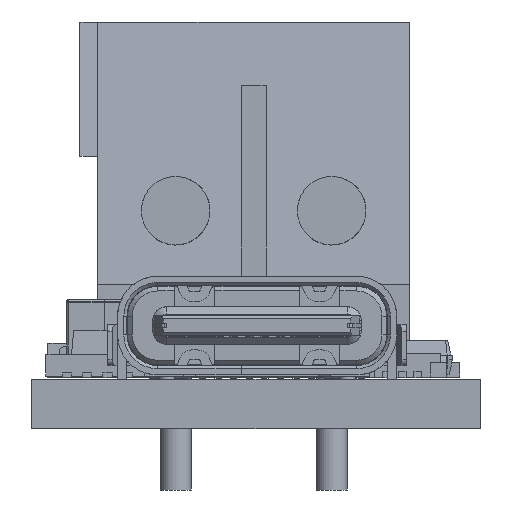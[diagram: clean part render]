
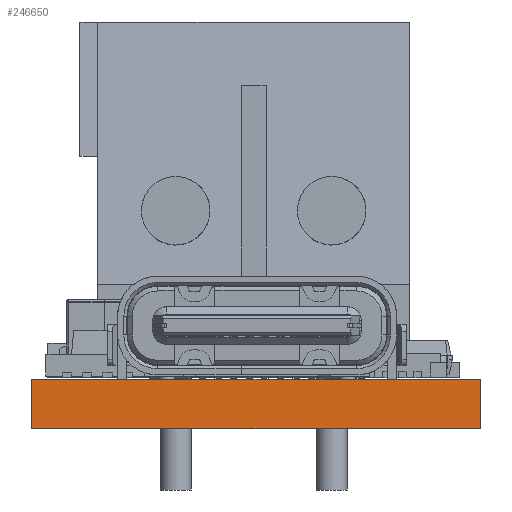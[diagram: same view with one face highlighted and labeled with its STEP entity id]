
A CAD part, front view. The second image highlights one B-rep face of the part: STEP entity #246650.
In plain terms, the highlighted planar face has unit normal (0, -1, 0).
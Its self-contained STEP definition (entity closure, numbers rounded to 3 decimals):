
#246650 = ADVANCED_FACE('',(#246651),#246665,.T.);
#246651 = FACE_BOUND('',#246652,.T.);
#246652 = EDGE_LOOP('',(#246653,#246688,#246716,#246744));
#246653 = ORIENTED_EDGE('',*,*,#246654,.T.);
#246654 = EDGE_CURVE('',#246655,#246657,#246659,.T.);
#246655 = VERTEX_POINT('',#246656);
#246656 = CARTESIAN_POINT('',(14.373,0.254,0.));
#246657 = VERTEX_POINT('',#246658);
#246658 = CARTESIAN_POINT('',(14.373,0.254,1.58));
#246659 = SURFACE_CURVE('',#246660,(#246664,#246676),.PCURVE_S1.);
#246660 = LINE('',#246661,#246662);
#246661 = CARTESIAN_POINT('',(14.373,0.254,0.));
#246662 = VECTOR('',#246663,1.);
#246663 = DIRECTION('',(0.,0.,1.));
#246664 = PCURVE('',#246665,#246670);
#246665 = PLANE('',#246666);
#246666 = AXIS2_PLACEMENT_3D('',#246667,#246668,#246669);
#246667 = CARTESIAN_POINT('',(14.373,0.254,0.));
#246668 = DIRECTION('',(0.,-1.,0.));
#246669 = DIRECTION('',(-1.,0.,0.));
#246670 = DEFINITIONAL_REPRESENTATION('',(#246671),#246675);
#246671 = LINE('',#246672,#246673);
#246672 = CARTESIAN_POINT('',(0.,-0.));
#246673 = VECTOR('',#246674,1.);
#246674 = DIRECTION('',(0.,-1.));
#246675 = ( GEOMETRIC_REPRESENTATION_CONTEXT(2) 
PARAMETRIC_REPRESENTATION_CONTEXT() REPRESENTATION_CONTEXT('2D SPACE',''
  ) );
#246676 = PCURVE('',#246677,#246682);
#246677 = PLANE('',#246678);
#246678 = AXIS2_PLACEMENT_3D('',#246679,#246680,#246681);
#246679 = CARTESIAN_POINT('',(14.373,32.483,0.));
#246680 = DIRECTION('',(1.,0.,-0.));
#246681 = DIRECTION('',(0.,-1.,0.));
#246682 = DEFINITIONAL_REPRESENTATION('',(#246683),#246687);
#246683 = LINE('',#246684,#246685);
#246684 = CARTESIAN_POINT('',(32.229,0.));
#246685 = VECTOR('',#246686,1.);
#246686 = DIRECTION('',(0.,-1.));
#246687 = ( GEOMETRIC_REPRESENTATION_CONTEXT(2) 
PARAMETRIC_REPRESENTATION_CONTEXT() REPRESENTATION_CONTEXT('2D SPACE',''
  ) );
#246688 = ORIENTED_EDGE('',*,*,#246689,.T.);
#246689 = EDGE_CURVE('',#246657,#246690,#246692,.T.);
#246690 = VERTEX_POINT('',#246691);
#246691 = CARTESIAN_POINT('',(0.,0.254,1.58));
#246692 = SURFACE_CURVE('',#246693,(#246697,#246704),.PCURVE_S1.);
#246693 = LINE('',#246694,#246695);
#246694 = CARTESIAN_POINT('',(14.373,0.254,1.58));
#246695 = VECTOR('',#246696,1.);
#246696 = DIRECTION('',(-1.,0.,0.));
#246697 = PCURVE('',#246665,#246698);
#246698 = DEFINITIONAL_REPRESENTATION('',(#246699),#246703);
#246699 = LINE('',#246700,#246701);
#246700 = CARTESIAN_POINT('',(0.,-1.58));
#246701 = VECTOR('',#246702,1.);
#246702 = DIRECTION('',(1.,0.));
#246703 = ( GEOMETRIC_REPRESENTATION_CONTEXT(2) 
PARAMETRIC_REPRESENTATION_CONTEXT() REPRESENTATION_CONTEXT('2D SPACE',''
  ) );
#246704 = PCURVE('',#246705,#246710);
#246705 = PLANE('',#246706);
#246706 = AXIS2_PLACEMENT_3D('',#246707,#246708,#246709);
#246707 = CARTESIAN_POINT('',(7.186,16.368,1.58));
#246708 = DIRECTION('',(-0.,-0.,-1.));
#246709 = DIRECTION('',(-1.,0.,0.));
#246710 = DEFINITIONAL_REPRESENTATION('',(#246711),#246715);
#246711 = LINE('',#246712,#246713);
#246712 = CARTESIAN_POINT('',(-7.186,-16.114));
#246713 = VECTOR('',#246714,1.);
#246714 = DIRECTION('',(1.,0.));
#246715 = ( GEOMETRIC_REPRESENTATION_CONTEXT(2) 
PARAMETRIC_REPRESENTATION_CONTEXT() REPRESENTATION_CONTEXT('2D SPACE',''
  ) );
#246716 = ORIENTED_EDGE('',*,*,#246717,.F.);
#246717 = EDGE_CURVE('',#246718,#246690,#246720,.T.);
#246718 = VERTEX_POINT('',#246719);
#246719 = CARTESIAN_POINT('',(0.,0.254,0.));
#246720 = SURFACE_CURVE('',#246721,(#246725,#246732),.PCURVE_S1.);
#246721 = LINE('',#246722,#246723);
#246722 = CARTESIAN_POINT('',(0.,0.254,0.));
#246723 = VECTOR('',#246724,1.);
#246724 = DIRECTION('',(0.,0.,1.));
#246725 = PCURVE('',#246665,#246726);
#246726 = DEFINITIONAL_REPRESENTATION('',(#246727),#246731);
#246727 = LINE('',#246728,#246729);
#246728 = CARTESIAN_POINT('',(14.373,0.));
#246729 = VECTOR('',#246730,1.);
#246730 = DIRECTION('',(0.,-1.));
#246731 = ( GEOMETRIC_REPRESENTATION_CONTEXT(2) 
PARAMETRIC_REPRESENTATION_CONTEXT() REPRESENTATION_CONTEXT('2D SPACE',''
  ) );
#246732 = PCURVE('',#246733,#246738);
#246733 = PLANE('',#246734);
#246734 = AXIS2_PLACEMENT_3D('',#246735,#246736,#246737);
#246735 = CARTESIAN_POINT('',(0.,0.254,0.));
#246736 = DIRECTION('',(-1.,0.,0.));
#246737 = DIRECTION('',(0.,1.,0.));
#246738 = DEFINITIONAL_REPRESENTATION('',(#246739),#246743);
#246739 = LINE('',#246740,#246741);
#246740 = CARTESIAN_POINT('',(0.,0.));
#246741 = VECTOR('',#246742,1.);
#246742 = DIRECTION('',(0.,-1.));
#246743 = ( GEOMETRIC_REPRESENTATION_CONTEXT(2) 
PARAMETRIC_REPRESENTATION_CONTEXT() REPRESENTATION_CONTEXT('2D SPACE',''
  ) );
#246744 = ORIENTED_EDGE('',*,*,#246745,.F.);
#246745 = EDGE_CURVE('',#246655,#246718,#246746,.T.);
#246746 = SURFACE_CURVE('',#246747,(#246751,#246758),.PCURVE_S1.);
#246747 = LINE('',#246748,#246749);
#246748 = CARTESIAN_POINT('',(14.373,0.254,0.));
#246749 = VECTOR('',#246750,1.);
#246750 = DIRECTION('',(-1.,0.,0.));
#246751 = PCURVE('',#246665,#246752);
#246752 = DEFINITIONAL_REPRESENTATION('',(#246753),#246757);
#246753 = LINE('',#246754,#246755);
#246754 = CARTESIAN_POINT('',(0.,-0.));
#246755 = VECTOR('',#246756,1.);
#246756 = DIRECTION('',(1.,0.));
#246757 = ( GEOMETRIC_REPRESENTATION_CONTEXT(2) 
PARAMETRIC_REPRESENTATION_CONTEXT() REPRESENTATION_CONTEXT('2D SPACE',''
  ) );
#246758 = PCURVE('',#246759,#246764);
#246759 = PLANE('',#246760);
#246760 = AXIS2_PLACEMENT_3D('',#246761,#246762,#246763);
#246761 = CARTESIAN_POINT('',(7.186,16.368,0.));
#246762 = DIRECTION('',(-0.,-0.,-1.));
#246763 = DIRECTION('',(-1.,0.,0.));
#246764 = DEFINITIONAL_REPRESENTATION('',(#246765),#246769);
#246765 = LINE('',#246766,#246767);
#246766 = CARTESIAN_POINT('',(-7.186,-16.114));
#246767 = VECTOR('',#246768,1.);
#246768 = DIRECTION('',(1.,0.));
#246769 = ( GEOMETRIC_REPRESENTATION_CONTEXT(2) 
PARAMETRIC_REPRESENTATION_CONTEXT() REPRESENTATION_CONTEXT('2D SPACE',''
  ) );
